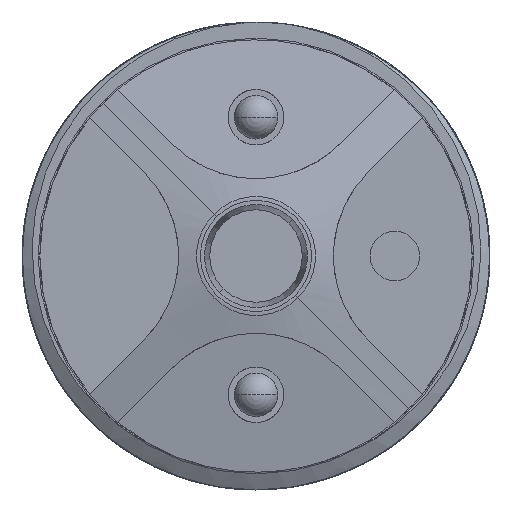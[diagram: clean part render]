
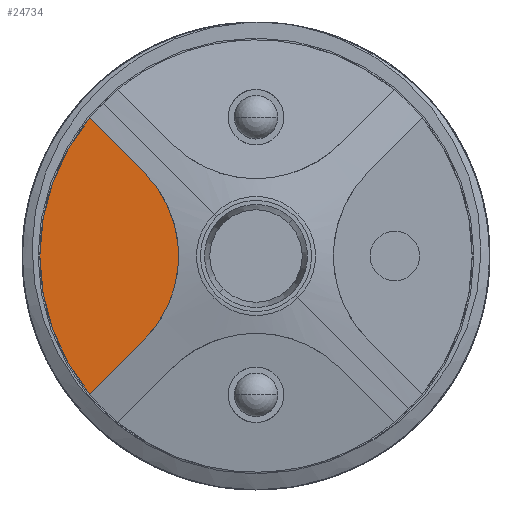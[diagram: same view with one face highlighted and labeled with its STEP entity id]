
A CAD part, left-side view. The second image highlights one B-rep face of the part: STEP entity #24734.
In plain terms, the highlighted face is planar.
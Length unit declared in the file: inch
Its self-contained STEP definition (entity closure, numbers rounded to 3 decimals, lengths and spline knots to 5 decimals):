
#23305=CARTESIAN_POINT('',(0.,0.,0.08));
#23306=DIRECTION('',(0.,0.,1.));
#23307=DIRECTION('',(0.092,-0.996,0.));
#23308=AXIS2_PLACEMENT_3D('',#23305,#23306,#23307);
#23310=DIRECTION('',(0.,1.,0.));
#23311=VECTOR('',#23310,0.1927);
#23312=CARTESIAN_POINT('',(0.05,-0.5427,0.08));
#23313=LINE('',#23312,#23311);
#23314=CARTESIAN_POINT('',(0.35,-0.35,0.08));
#23315=DIRECTION('',(0.,0.,-1.));
#23316=DIRECTION('',(-1.,0.,0.));
#23317=AXIS2_PLACEMENT_3D('',#23314,#23315,#23316);
#23319=DIRECTION('',(1.,0.,0.));
#23320=VECTOR('',#23319,0.1927);
#23321=CARTESIAN_POINT('',(0.35,-0.05,0.08));
#23322=LINE('',#23321,#23320);
#24152=CARTESIAN_POINT('',(0.05,-0.35,0.08));
#24153=CARTESIAN_POINT('',(0.35,-0.05,0.08));
#24154=VERTEX_POINT('',#24152);
#24155=VERTEX_POINT('',#24153);
#24156=CARTESIAN_POINT('',(0.05,-0.5427,0.08));
#24157=CARTESIAN_POINT('',(0.5427,-0.05,0.08));
#24158=VERTEX_POINT('',#24156);
#24159=VERTEX_POINT('',#24157);
#24721=CARTESIAN_POINT('',(0.,0.,0.08));
#24722=DIRECTION('',(0.,0.,-1.));
#24723=DIRECTION('',(0.707,0.707,0.));
#24724=AXIS2_PLACEMENT_3D('',#24721,#24722,#24723);
#24725=PLANE('',#24724);
#24726=ORIENTED_EDGE('',*,*,#24453,.F.);
#24727=ORIENTED_EDGE('',*,*,#24713,.T.);
#24729=ORIENTED_EDGE('',*,*,#24728,.T.);
#24731=ORIENTED_EDGE('',*,*,#24730,.T.);
#24732=EDGE_LOOP('',(#24726,#24727,#24729,#24731));
#24733=FACE_OUTER_BOUND('',#24732,.F.);
#24734=ADVANCED_FACE('',(#24733),#24725,.F.);
#23309=CIRCLE('',#23308,0.545);
#23318=CIRCLE('',#23317,0.3);
#24453=EDGE_CURVE('',#24158,#24159,#23309,.T.);
#24713=EDGE_CURVE('',#24158,#24154,#23313,.T.);
#24728=EDGE_CURVE('',#24154,#24155,#23318,.T.);
#24730=EDGE_CURVE('',#24155,#24159,#23322,.T.);
